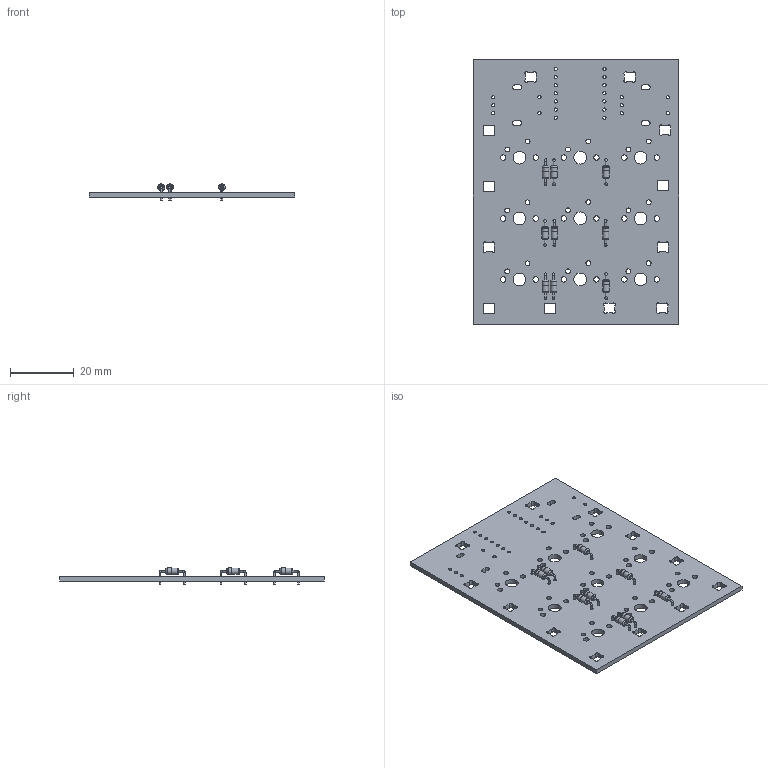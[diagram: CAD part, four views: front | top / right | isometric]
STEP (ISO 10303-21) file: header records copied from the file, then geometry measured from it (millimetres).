
FILE_DESCRIPTION(('KiCad electronic assembly'),'2;1');
FILE_NAME('New design.step','2026-01-16T00:11:38',('Pcbnew'),('Kicad'), 'Open CASCADE STEP processor 7.8','KiCad to STEP converter','Unknown' );
FILE_SCHEMA(('AUTOMOTIVE_DESIGN { 1 0 10303 214 1 1 1 1 }'));
Length unit declared in the file: millimetre
Products named in the file (3): New design 1; D_DO-35_SOD27_P7.62mm_Horizontal; New design_PCB
Assembly tree (10 placements, depth 2):
  New design 1
    D_DO-35_SOD27_P7.62mm_Horizontal  x9
    New design_PCB
Bounding box: 64.2 x 82.7 x 5.01 mm (x, y, z)
Volume: 7616.5 mm3; surface area: 11738.9 mm2
Topology: 19 solids, 19 shells, 445 faces, 1113 edges, 724 vertices
Faces by surface type: cylinder 293, plane 116, torus 36
Full cylindrical faces by diameter (mm): 0.5 x27, 0.8 x18, 1 x24, 1.5 x18, 1.7 x18, 2 x18, 2.02 x9, 4 x9
Entity records: 11366 total; most frequent: DIRECTION 2073, CARTESIAN_POINT 1861, ORIENTED_EDGE 1842, EDGE_CURVE 921, AXIS2_PLACEMENT_3D 824, VERTEX_POINT 612, FACE_BOUND 525, EDGE_LOOP 525
